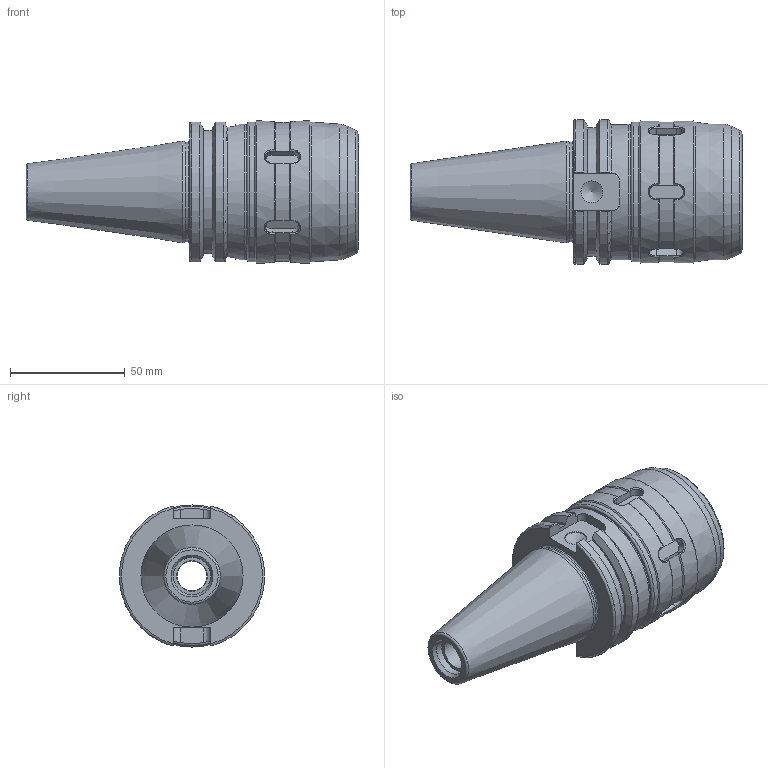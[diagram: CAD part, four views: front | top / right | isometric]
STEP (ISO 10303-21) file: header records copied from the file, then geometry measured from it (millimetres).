
FILE_DESCRIPTION(/* description */ (''),/* implementation_level */ '2;1');
FILE_NAME(/* name */ 'CAT40-C25.4-76.2.stp',/* time_stamp */ '2023-03-14T08:56:32+09:00',/* author */ ('eos'),/* organization */ (''),/* preprocessor_version */ 'ST-DEVELOPER v18.1',/* originating_system */ 'Autodesk Inventor 2022',/* authorisation */ '');
FILE_SCHEMA (('AUTOMOTIVE_DESIGN { 1 0 10303 214 3 1 1 }'));
Length unit declared in the file: millimetre
Products named in the file (3): CAT40-C25.4-76.2; CAT50; C32-CAP
Assembly tree (2 placements, depth 2):
  CAT40-C25.4-76.2
    CAT50
    C32-CAP
Bounding box: 144.95 x 63.26 x 62 mm (x, y, z)
Volume: 209690.8 mm3; surface area: 53114.6 mm2
Topology: 2 solids, 2 shells, 187 faces, 475 edges, 305 vertices
Faces by surface type: plane 81, cylinder 47, cone 31, torus 16, bspline 12
Full cylindrical faces by diameter (mm): 9.525 x1, 13 x1, 13.386 x1, 16.3 x1, 25.4 x1, 26 x1, 31.6 x1, 35.2 x1, 37.9 x1, 43.6 x1, 44.5 x3, 46.45 x2, 59 x1, 61 x1, 62 x2
Entity records: 6659 total; most frequent: CARTESIAN_POINT 2209, ORIENTED_EDGE 948, DIRECTION 870, EDGE_CURVE 474, AXIS2_PLACEMENT_3D 330, VERTEX_POINT 305, LINE 210, VECTOR 210
